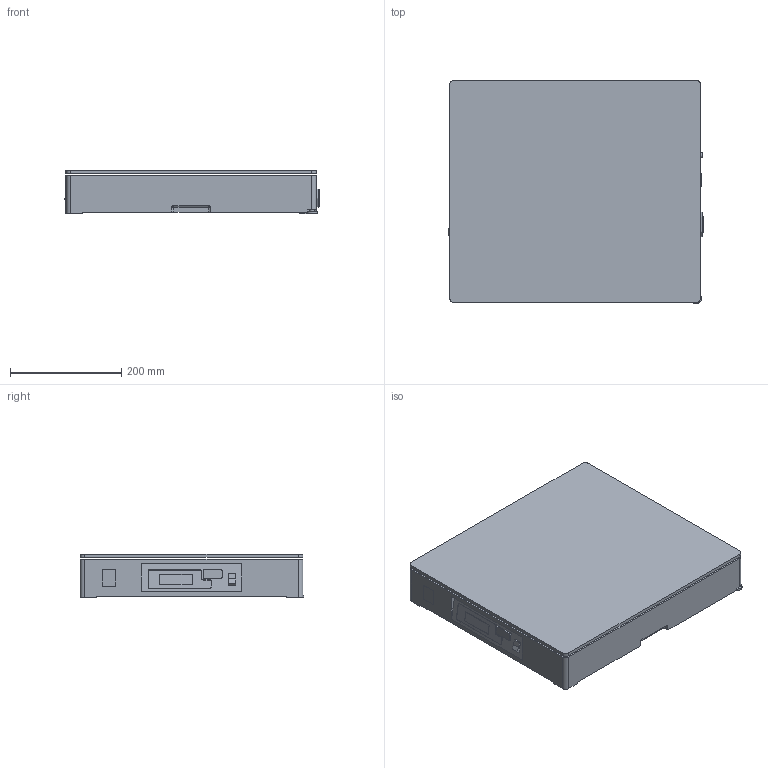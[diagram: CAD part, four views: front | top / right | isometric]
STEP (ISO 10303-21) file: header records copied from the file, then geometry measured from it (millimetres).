
FILE_DESCRIPTION(/* description */ ('Unknown'),/* implementation_level */ '2;1');
FILE_NAME(/* name */ 'TS-150',/* time_stamp */ '2017-05-04T17:24:55+02:00',/* author */ ('Unknown'),/* organization */ ('Unknown'),/* preprocessor_version */ 'ST-DEVELOPER v16.7',/* originating_system */ 'DEX',/* authorisation */ $);
FILE_SCHEMA (('AUTOMOTIVE_DESIGN {1 0 10303 214 3 1 1}'));
Length unit declared in the file: millimetre
Products named in the file (12): TS-150 assembly; TS-150 main body; female DB15 connector; SD15S; BNC connector; FN9260-x-06; Volumenkörper1; Volumenkörper1_0; Volumenkörper1_1; Volumenkörper1_2; TS-150 top plate; adjustable foot M8
Assembly tree (11 placements, depth 3):
  TS-150 assembly
    TS-150 main body
    female DB15 connector
      SD15S
    BNC connector
    FN9260-x-06
      Volumenkörper1
      Volumenkörper1_0
      Volumenkörper1_1
      Volumenkörper1_2
    TS-150 top plate
    adjustable foot M8
Bounding box: 458.87 x 402 x 78.5 mm (x, y, z)
Volume: 12989460.2 mm3; surface area: 886577.7 mm2
Topology: 9 solids, 9 shells, 1445 faces, 3830 edges, 2463 vertices
Faces by surface type: plane 981, cylinder 306, bspline 86, torus 56, cone 11, sphere 5
Full cylindrical faces by diameter (mm): 0.991 x15, 1.016 x15, 1.422 x1, 1.524 x15, 1.575 x2, 1.7 x2, 1.981 x2, 2 x4, 2.032 x1, 2.184 x1, 3.048 x2, 3.2 x6, 3.242 x6, 4 x2, 4.674 x1, 5.8 x2, 6.045 x1, 6.647 x1, 7 x3, 8 x1, 8.382 x1, 9 x2, 9.5 x2, 9.652 x1, 14.224 x1, 17.526 x1, 18 x1, 20 x1
Entity records: 52996 total; most frequent: CARTESIAN_POINT 9502, ORIENTED_EDGE 7360, DIRECTION 6938, EDGE_CURVE 3680, LINE 2756, VECTOR 2756, VERTEX_POINT 2431, AXIS2_PLACEMENT_3D 2091
